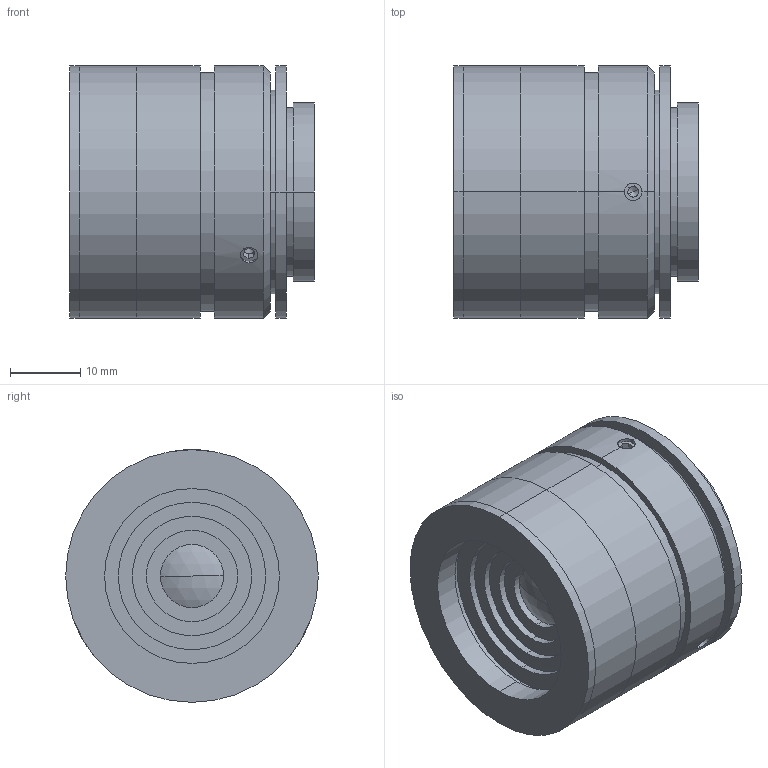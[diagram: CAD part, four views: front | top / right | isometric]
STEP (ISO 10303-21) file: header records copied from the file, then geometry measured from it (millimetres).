
FILE_DESCRIPTION (( 'STEP AP203' ), '1' );
FILE_NAME ('XF-MH04X82-ST.STEP', '2024-08-06T03:07:06', ( '' ), ( '' ), 'SwSTEP 2.0', 'SolidWorks 2022', '' );
FILE_SCHEMA (( 'CONFIG_CONTROL_DESIGN' ));
Length unit declared in the file: millimetre
Products named in the file (1): XF-MH04X82-ST
Bounding box: 34.89 x 36 x 36 mm (x, y, z)
Volume: 24519.2 mm3; surface area: 20659.9 mm2
Topology: 14 solids, 14 shells, 244 faces, 526 edges, 335 vertices
Faces by surface type: cylinder 108, plane 96, cone 28, sphere 12
Entity records: 6965 total; most frequent: CARTESIAN_POINT 1328, DIRECTION 1280, ORIENTED_EDGE 1040, AXIS2_PLACEMENT_3D 527, EDGE_CURVE 520, VERTEX_POINT 335, EDGE_LOOP 297, CIRCLE 282
